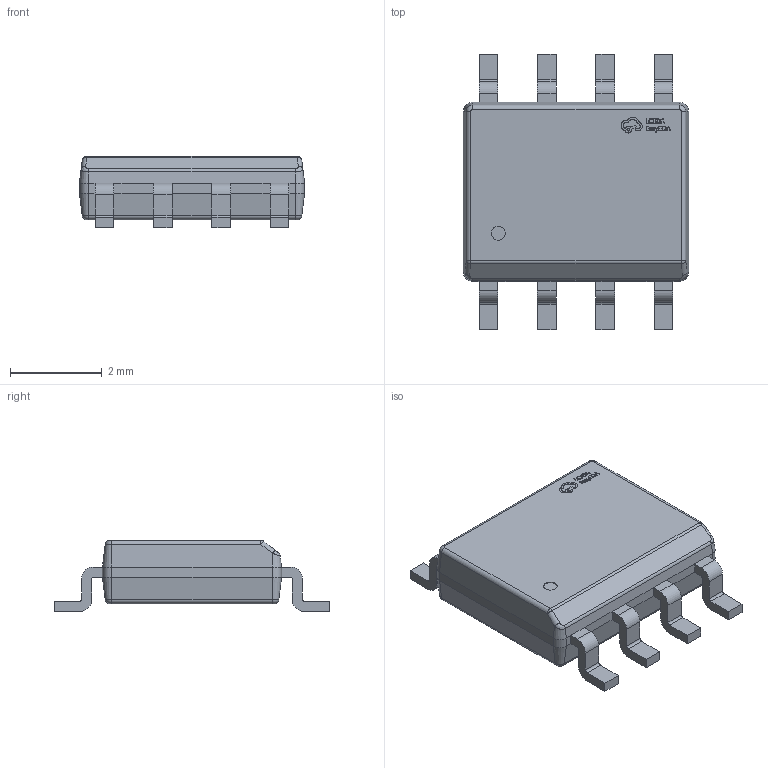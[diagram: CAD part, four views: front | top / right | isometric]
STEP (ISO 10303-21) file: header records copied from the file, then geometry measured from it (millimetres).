
FILE_DESCRIPTION (( 'STEP AP214' ), '1' );
FILE_NAME ('SOIC-8_L5.0-W4.0-P1.27-LS6.1-BL.step', '2022-07-26T09:18:50', ( '' ), ( '' ), 'SwSTEP 2.0', 'SolidWorks 2020', '' );
FILE_SCHEMA (( 'AUTOMOTIVE_DESIGN' ));
Length unit declared in the file: millimetre
Products named in the file (1): SOIC-8_L5.0-W4.0-P1.27-LS6.1-BL
Bounding box: 4.9 x 6 x 1.55 mm (x, y, z)
Volume: 26.5 mm3; surface area: 74.9 mm2
Topology: 14 solids, 14 shells, 453 faces, 1181 edges, 764 vertices
Faces by surface type: plane 274, bspline 114, cylinder 49, cone 8, torus 6, sphere 2
Entity records: 19478 total; most frequent: CARTESIAN_POINT 4551, ORIENTED_EDGE 2362, DIRECTION 1739, EDGE_CURVE 1181, LINE 839, VECTOR 839, VERTEX_POINT 764, EDGE_LOOP 473
